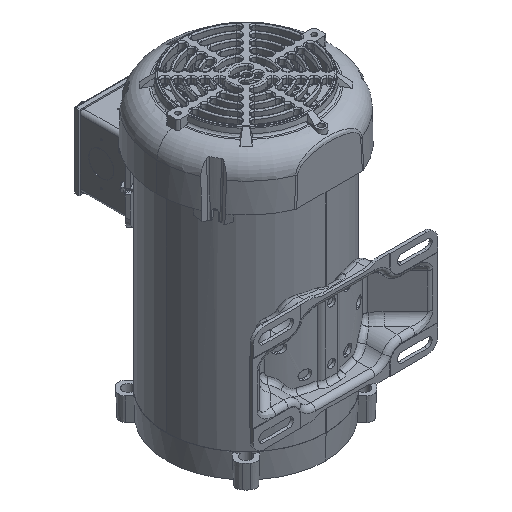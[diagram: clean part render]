
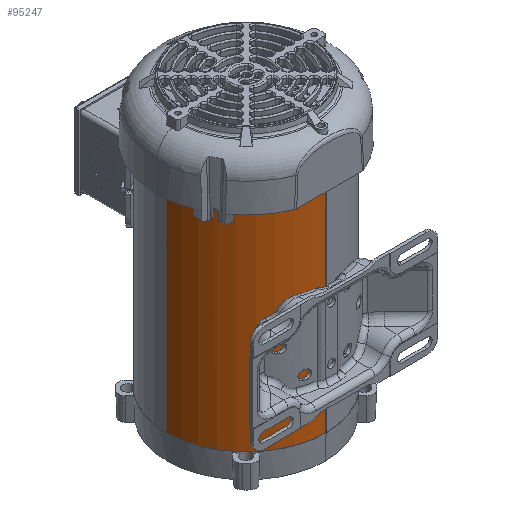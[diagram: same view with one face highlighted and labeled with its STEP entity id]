
A CAD part, isometric view. The second image highlights one B-rep face of the part: STEP entity #95247.
In plain terms, the highlighted cylindrical face has radius 71.369 mm (diameter 142.738 mm), a partial arc.
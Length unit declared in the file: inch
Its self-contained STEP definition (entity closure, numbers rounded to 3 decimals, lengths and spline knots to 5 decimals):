
#55 = CARTESIAN_POINT ( 'NONE',  ( -2.47139, -1.33689, -0.34566 ) ) ;
#841 = VERTEX_POINT ( 'NONE', #111076 ) ;
#1332 = CARTESIAN_POINT ( 'NONE',  ( -2.8098, 0., -7.625 ) ) ;
#4192 = VERTEX_POINT ( 'NONE', #143555 ) ;
#4913 = DIRECTION ( 'NONE',  ( -1., 0., 0. ) ) ;
#8581 = CARTESIAN_POINT ( 'NONE',  ( -2.46378, -1.35085, -0.22787 ) ) ;
#11234 = AXIS2_PLACEMENT_3D ( 'NONE', #65405, #149709, #77536 ) ;
#12214 = CARTESIAN_POINT ( 'NONE',  ( -2.45979, -1.35811, -0.35375 ) ) ;
#18373 = FACE_BOUND ( 'NONE', #30095, .T. ) ;
#20949 = VERTEX_POINT ( 'NONE', #28781 ) ;
#22912 = CARTESIAN_POINT ( 'NONE',  ( -2.47471, -1.33071, -0.23895 ) ) ;
#24350 = CARTESIAN_POINT ( 'NONE',  ( -2.44737, -1.38036, -0.35213 ) ) ;
#25277 = EDGE_CURVE ( 'NONE', #4192, #50117, #80271, .T. ) ;
#28781 = CARTESIAN_POINT ( 'NONE',  ( -0.01022, -2.80978, -7.625 ) ) ;
#30095 = EDGE_LOOP ( 'NONE', ( #111544, #90592 ) ) ;
#31573 = LINE ( 'NONE', #140723, #123846 ) ;
#32700 = AXIS2_PLACEMENT_3D ( 'NONE', #149219, #77027, #4913 ) ;
#34657 = VECTOR ( 'NONE', #70972, 39.37008 ) ;
#34987 = CARTESIAN_POINT ( 'NONE',  ( -2.48265, -1.31584, -0.2578 ) ) ;
#36442 = CARTESIAN_POINT ( 'NONE',  ( -2.43603, -1.40028, -0.34105 ) ) ;
#39542 = AXIS2_PLACEMENT_3D ( 'NONE', #44330, #92204, #115916 ) ;
#41459 = CIRCLE ( 'NONE', #32700, 2.8098 ) ;
#42858 = CYLINDRICAL_SURFACE ( 'NONE', #39542, 2.8098 ) ;
#44330 = CARTESIAN_POINT ( 'NONE',  ( 0., 0., 18.92938 ) ) ;
#44443 = CARTESIAN_POINT ( 'NONE',  ( -2.42758, -1.41486, -0.2578 ) ) ;
#47096 = CARTESIAN_POINT ( 'NONE',  ( -2.48649, -1.30856, -0.28155 ) ) ;
#48519 = CARTESIAN_POINT ( 'NONE',  ( -2.42758, -1.41486, -0.32222 ) ) ;
#50117 = VERTEX_POINT ( 'NONE', #117477 ) ;
#51991 = VERTEX_POINT ( 'NONE', #73551 ) ;
#52524 = ORIENTED_EDGE ( 'NONE', *, *, #122397, .T. ) ;
#52640 = ORIENTED_EDGE ( 'NONE', *, *, #57129, .T. ) ;
#56546 = CARTESIAN_POINT ( 'NONE',  ( -2.43603, -1.40028, -0.23894 ) ) ;
#57129 = EDGE_CURVE ( 'NONE', #51991, #82095, #31573, .T. ) ;
#58884 = CARTESIAN_POINT ( 'NONE',  ( -0.01022, -2.80978, 18.92938 ) ) ;
#58942 = CIRCLE ( 'NONE', #11234, 2.8098 ) ;
#60119 = CARTESIAN_POINT ( 'NONE',  ( -2.48265, -1.31584, -0.3222 ) ) ;
#60635 = CARTESIAN_POINT ( 'NONE',  ( -2.42342, -1.42197, -0.29847 ) ) ;
#63417 = EDGE_CURVE ( 'NONE', #82095, #20949, #41459, .T. ) ;
#65405 = CARTESIAN_POINT ( 'NONE',  ( 0., 0., 0. ) ) ;
#66599 = LINE ( 'NONE', #58884, #34657 ) ;
#68584 = CARTESIAN_POINT ( 'NONE',  ( -2.44737, -1.38036, -0.22787 ) ) ;
#70972 = DIRECTION ( 'NONE',  ( 0., 0., 1. ) ) ;
#72190 = CARTESIAN_POINT ( 'NONE',  ( -2.47471, -1.33071, -0.34106 ) ) ;
#73551 = CARTESIAN_POINT ( 'NONE',  ( -2.8098, 0., 0. ) ) ;
#73578 = EDGE_LOOP ( 'NONE', ( #93932, #52640, #133989, #52524 ) ) ;
#77027 = DIRECTION ( 'NONE',  ( 0., 0., 1. ) ) ;
#77536 = DIRECTION ( 'NONE',  ( -1., 0., 0. ) ) ;
#80014 = EDGE_CURVE ( 'NONE', #50117, #4192, #112191, .T. ) ;
#80271 = B_SPLINE_CURVE_WITH_KNOTS ( 'NONE', 3,
 ( #107995, #107481, #132262, #60119, #144373, #72190, #55, #84288, #12214, #96453, #24350, #108515, #36442, #120671, #48519, #132762, #60635, #144893 ),
 .UNSPECIFIED., .F., .F.,
 ( 4, 2, 2, 2, 2, 2, 2, 2, 4 ),
 ( 0.5, 0.5625, 0.625, 0.6875, 0.75, 0.8125, 0.875, 0.9375, 1. ),
 .UNSPECIFIED. ) ;
#80699 = CARTESIAN_POINT ( 'NONE',  ( -2.45979, -1.35811, -0.22625 ) ) ;
#82095 = VERTEX_POINT ( 'NONE', #1332 ) ;
#84288 = CARTESIAN_POINT ( 'NONE',  ( -2.46378, -1.35085, -0.35213 ) ) ;
#90592 = ORIENTED_EDGE ( 'NONE', *, *, #25277, .F. ) ;
#92204 = DIRECTION ( 'NONE',  ( 0., 0., -1. ) ) ;
#92807 = DIRECTION ( 'NONE',  ( 0., 0., -1. ) ) ;
#93932 = ORIENTED_EDGE ( 'NONE', *, *, #155853, .T. ) ;
#94992 = CARTESIAN_POINT ( 'NONE',  ( -2.47139, -1.33689, -0.23434 ) ) ;
#95247 = ADVANCED_FACE ( 'NONE', ( #18373, #138888 ), #42858, .T. ) ;
#96453 = CARTESIAN_POINT ( 'NONE',  ( -2.45143, -1.37315, -0.35375 ) ) ;
#103898 = CARTESIAN_POINT ( 'NONE',  ( -2.42342, -1.42197, -0.29 ) ) ;
#107068 = CARTESIAN_POINT ( 'NONE',  ( -2.48045, -1.31999, -0.2509 ) ) ;
#107481 = CARTESIAN_POINT ( 'NONE',  ( -2.48649, -1.30856, -0.29845 ) ) ;
#107995 = CARTESIAN_POINT ( 'NONE',  ( -2.48649, -1.30856, -0.29 ) ) ;
#108515 = CARTESIAN_POINT ( 'NONE',  ( -2.43952, -1.39419, -0.34566 ) ) ;
#111076 = CARTESIAN_POINT ( 'NONE',  ( -0.01022, -2.80978, 0. ) ) ;
#111544 = ORIENTED_EDGE ( 'NONE', *, *, #80014, .F. ) ;
#112191 = B_SPLINE_CURVE_WITH_KNOTS ( 'NONE', 3,
 ( #103898, #139715, #116573, #44443, #128664, #56546, #140755, #68584, #152902, #80699, #8581, #94992, #22912, #107068, #34987, #119246, #47096, #131310 ),
 .UNSPECIFIED., .F., .F.,
 ( 4, 2, 2, 2, 2, 2, 2, 2, 4 ),
 ( 0., 0.0625, 0.125, 0.1875, 0.25, 0.3125, 0.375, 0.4375, 0.5 ),
 .UNSPECIFIED. ) ;
#115916 = DIRECTION ( 'NONE',  ( -1., 0., 0. ) ) ;
#116573 = CARTESIAN_POINT ( 'NONE',  ( -2.42426, -1.42055, -0.27341 ) ) ;
#117477 = CARTESIAN_POINT ( 'NONE',  ( -2.42342, -1.42197, -0.29 ) ) ;
#119246 = CARTESIAN_POINT ( 'NONE',  ( -2.48572, -1.31002, -0.27341 ) ) ;
#120671 = CARTESIAN_POINT ( 'NONE',  ( -2.42994, -1.41081, -0.3291 ) ) ;
#122397 = EDGE_CURVE ( 'NONE', #20949, #841, #66599, .T. ) ;
#123846 = VECTOR ( 'NONE', #92807, 39.37008 ) ;
#128664 = CARTESIAN_POINT ( 'NONE',  ( -2.42994, -1.41081, -0.2509 ) ) ;
#131310 = CARTESIAN_POINT ( 'NONE',  ( -2.48649, -1.30856, -0.29 ) ) ;
#132262 = CARTESIAN_POINT ( 'NONE',  ( -2.48573, -1.31002, -0.30659 ) ) ;
#132762 = CARTESIAN_POINT ( 'NONE',  ( -2.42426, -1.42055, -0.30657 ) ) ;
#133989 = ORIENTED_EDGE ( 'NONE', *, *, #63417, .T. ) ;
#138888 = FACE_OUTER_BOUND ( 'NONE', #73578, .T. ) ;
#139715 = CARTESIAN_POINT ( 'NONE',  ( -2.42343, -1.42196, -0.28153 ) ) ;
#140723 = CARTESIAN_POINT ( 'NONE',  ( -2.8098, 0., 18.92938 ) ) ;
#140755 = CARTESIAN_POINT ( 'NONE',  ( -2.43952, -1.39419, -0.23434 ) ) ;
#143555 = CARTESIAN_POINT ( 'NONE',  ( -2.48649, -1.30856, -0.29 ) ) ;
#144373 = CARTESIAN_POINT ( 'NONE',  ( -2.48045, -1.31999, -0.3291 ) ) ;
#144893 = CARTESIAN_POINT ( 'NONE',  ( -2.42342, -1.42197, -0.29 ) ) ;
#149219 = CARTESIAN_POINT ( 'NONE',  ( 0., 0., -7.625 ) ) ;
#149709 = DIRECTION ( 'NONE',  ( 0., 0., -1. ) ) ;
#152902 = CARTESIAN_POINT ( 'NONE',  ( -2.45143, -1.37315, -0.22625 ) ) ;
#155853 = EDGE_CURVE ( 'NONE', #841, #51991, #58942, .T. ) ;
